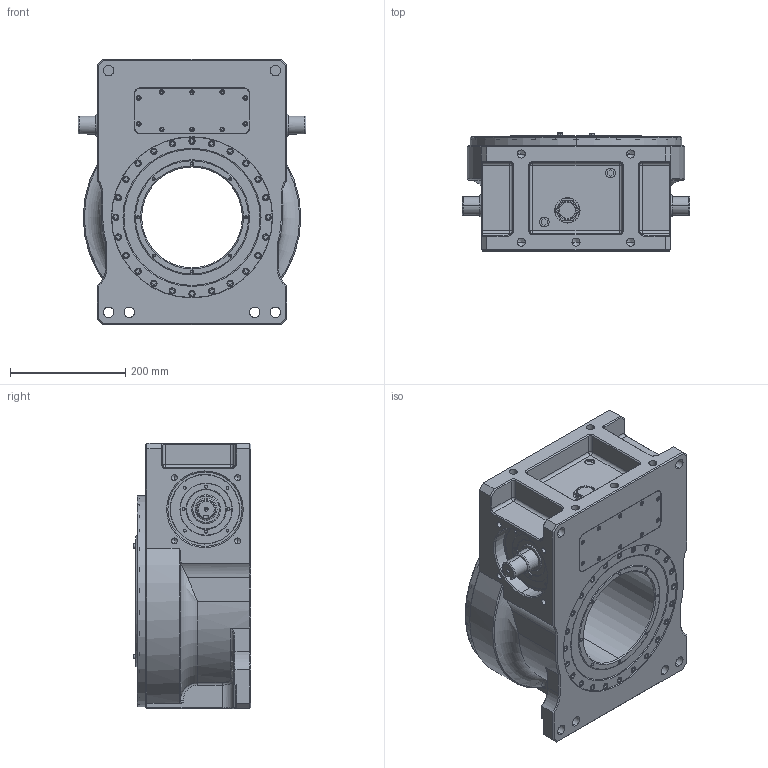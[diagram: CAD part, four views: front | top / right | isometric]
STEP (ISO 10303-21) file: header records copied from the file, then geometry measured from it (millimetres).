
FILE_DESCRIPTION (( 'STEP AP203' ), '1' );
FILE_NAME ('FR16標準外型.STEP', '2025-06-25T03:14:03', ( '' ), ( '' ), 'SwSTEP 2.0', 'SolidWorks 2018', '' );
FILE_SCHEMA (( 'CONFIG_CONTROL_DESIGN' ));
Products named in the file (1): FR16標準外型
Bounding box: 396 x 205 x 462 mm (x, y, z)
Volume: 20601098.8 mm3; surface area: 839465.7 mm2
Topology: 1 solids, 1 shells, 1923 faces, 4493 edges, 2816 vertices
Faces by surface type: plane 995, cylinder 579, cone 264, bspline 42, torus 35, sphere 8
Entity records: 57762 total; most frequent: CARTESIAN_POINT 13208, DIRECTION 9504, ORIENTED_EDGE 8810, EDGE_CURVE 4405, AXIS2_PLACEMENT_3D 3349, VERTEX_POINT 2816, LINE 2806, VECTOR 2806
